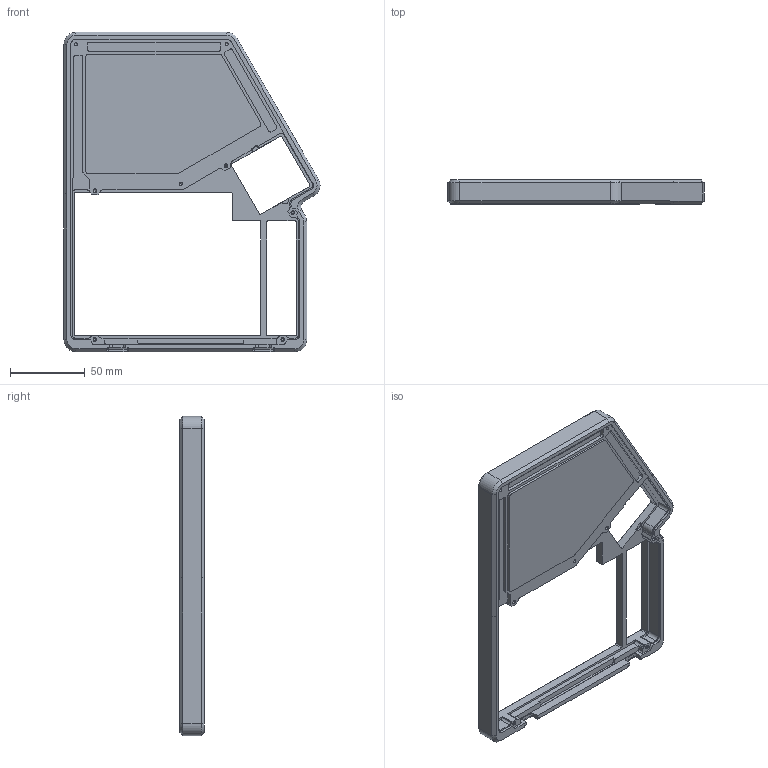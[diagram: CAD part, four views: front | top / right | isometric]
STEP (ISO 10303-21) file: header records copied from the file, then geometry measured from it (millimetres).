
FILE_DESCRIPTION (( 'STEP AP214' ), '1' );
FILE_NAME ('Sol-R2-Top-FH.STEP', '2019-06-14T05:32:29', ( '' ), ( '' ), 'SwSTEP 2.0', 'SolidWorks 2019', '' );
FILE_SCHEMA (( 'AUTOMOTIVE_DESIGN' ));
Length unit declared in the file: millimetre
Products named in the file (1): Sol-R2-Top-FH
Bounding box: 171.34 x 16.2 x 213.62 mm (x, y, z)
Volume: 253347.3 mm3; surface area: 58462.5 mm2
Topology: 1 solids, 1 shells, 353 faces, 959 edges, 597 vertices
Faces by surface type: plane 152, cylinder 142, cone 55, sphere 4
Entity records: 11156 total; most frequent: DIRECTION 1952, CARTESIAN_POINT 1926, ORIENTED_EDGE 1878, EDGE_CURVE 939, AXIS2_PLACEMENT_3D 671, LINE 610, VECTOR 610, VERTEX_POINT 597
